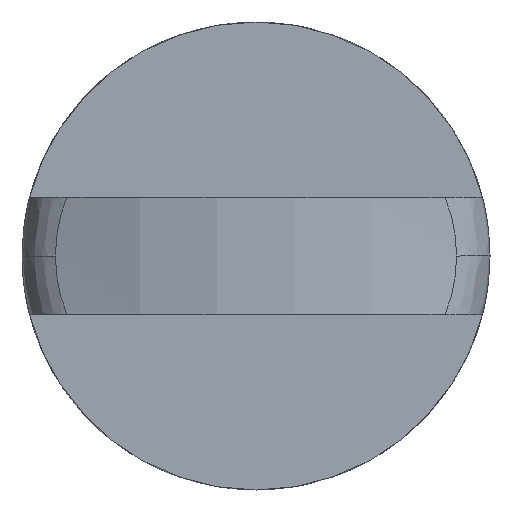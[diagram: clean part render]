
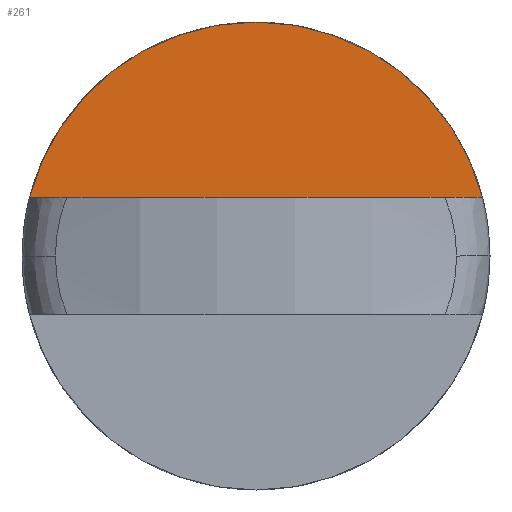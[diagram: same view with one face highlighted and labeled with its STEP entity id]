
A CAD part, front view. The second image highlights one B-rep face of the part: STEP entity #261.
In plain terms, the highlighted planar face has unit normal (0, -1, 0).
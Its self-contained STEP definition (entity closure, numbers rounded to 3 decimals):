
#238=CARTESIAN_POINT('Axis2P3D Location',(0.,-1.,-1.5)) ;
#243=CARTESIAN_POINT('Line Origine',(0.,-1.,1.5)) ;
#247=CARTESIAN_POINT('Vertex',(-5.809,-1.,1.5)) ;
#249=CARTESIAN_POINT('Vertex',(5.809,-1.,1.5)) ;
#252=CARTESIAN_POINT('Axis2P3D Location',(0.,-1.,0.)) ;
#239=DIRECTION('Axis2P3D Direction',(0.,-1.,0.)) ;
#240=DIRECTION('Axis2P3D XDirection',(-0.,-0.,-1.)) ;
#244=DIRECTION('Vector Direction',(1.,0.,0.)) ;
#253=DIRECTION('Axis2P3D Direction',(0.,-1.,0.)) ;
#241=AXIS2_PLACEMENT_3D('Plane Axis2P3D',#238,#239,#240) ;
#254=AXIS2_PLACEMENT_3D('Circle Axis2P3D',#252,#253,$) ;
#258=ORIENTED_EDGE('',*,*,#251,.T.) ;
#259=ORIENTED_EDGE('',*,*,#256,.T.) ;
#245=VECTOR('Line Direction',#244,1.) ;
#261=ADVANCED_FACE('Corps principal',(#260),#242,.T.) ;
#255=CIRCLE('generated circle',#254,6.) ;
#251=EDGE_CURVE('',#248,#250,#246,.T.) ;
#256=EDGE_CURVE('',#250,#248,#255,.T.) ;
#257=EDGE_LOOP('',(#258,#259)) ;
#260=FACE_OUTER_BOUND('',#257,.T.) ;
#246=LINE('Line',#243,#245) ;
#242=PLANE('',#241) ;
#248=VERTEX_POINT('',#247) ;
#250=VERTEX_POINT('',#249) ;
